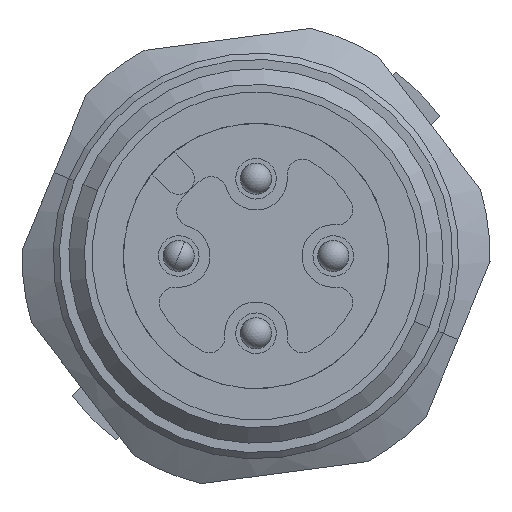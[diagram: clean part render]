
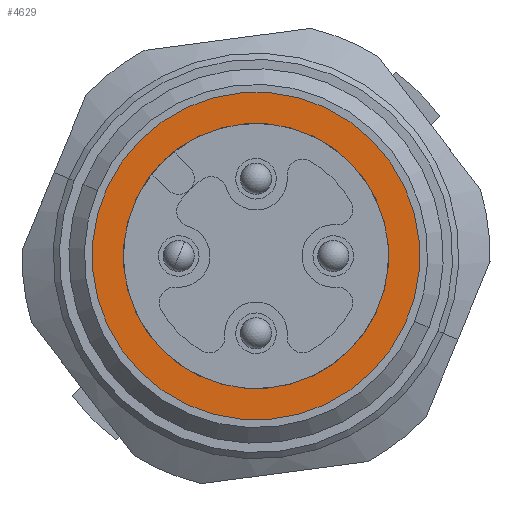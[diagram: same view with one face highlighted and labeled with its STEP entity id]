
A CAD part, left-side view. The second image highlights one B-rep face of the part: STEP entity #4629.
In plain terms, the highlighted planar face has unit normal (-1, 0, 0).
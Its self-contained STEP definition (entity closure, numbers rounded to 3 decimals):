
#248=CARTESIAN_POINT('',(4.766,14.725,-34.031));
#249=DIRECTION('',(1.,0.,0.));
#250=DIRECTION('',(0.,0.707,0.707));
#251=AXIS2_PLACEMENT_3D('',#248,#249,#250);
#253=CARTESIAN_POINT('',(4.766,14.725,-34.031));
#254=DIRECTION('',(1.,0.,0.));
#255=DIRECTION('',(0.,-0.707,-0.707));
#256=AXIS2_PLACEMENT_3D('',#253,#254,#255);
#258=CARTESIAN_POINT('',(4.766,14.725,-34.031));
#259=DIRECTION('',(-1.,0.,0.));
#260=DIRECTION('',(0.,-0.707,-0.707));
#261=AXIS2_PLACEMENT_3D('',#258,#259,#260);
#263=CARTESIAN_POINT('',(4.766,14.725,-34.031));
#264=DIRECTION('',(-1.,0.,0.));
#265=DIRECTION('',(0.,0.707,0.707));
#266=AXIS2_PLACEMENT_3D('',#263,#264,#265);
#4132=CARTESIAN_POINT('',(4.766,18.437,-30.318));
#4133=CARTESIAN_POINT('',(4.766,11.012,-37.743));
#4134=VERTEX_POINT('',#4132);
#4135=VERTEX_POINT('',#4133);
#4136=CARTESIAN_POINT('',(4.766,11.719,-37.036));
#4137=CARTESIAN_POINT('',(4.766,17.73,-31.026));
#4138=VERTEX_POINT('',#4136);
#4139=VERTEX_POINT('',#4137);
#4614=CARTESIAN_POINT('',(4.766,14.725,-34.031));
#4615=DIRECTION('',(1.,0.,0.));
#4616=DIRECTION('',(0.,0.707,0.707));
#4617=AXIS2_PLACEMENT_3D('',#4614,#4615,#4616);
#4618=PLANE('',#4617);
#4619=ORIENTED_EDGE('',*,*,#4594,.T.);
#4620=ORIENTED_EDGE('',*,*,#4608,.T.);
#4621=EDGE_LOOP('',(#4619,#4620));
#4622=FACE_OUTER_BOUND('',#4621,.F.);
#4624=ORIENTED_EDGE('',*,*,#4623,.T.);
#4626=ORIENTED_EDGE('',*,*,#4625,.T.);
#4627=EDGE_LOOP('',(#4624,#4626));
#4628=FACE_BOUND('',#4627,.F.);
#252=CIRCLE('',#251,5.25);
#257=CIRCLE('',#256,5.25);
#262=CIRCLE('',#261,4.25);
#267=CIRCLE('',#266,4.25);
#4594=EDGE_CURVE('',#4134,#4135,#252,.T.);
#4608=EDGE_CURVE('',#4135,#4134,#257,.T.);
#4623=EDGE_CURVE('',#4138,#4139,#262,.T.);
#4625=EDGE_CURVE('',#4139,#4138,#267,.T.);
#4629=ADVANCED_FACE('',(#4622,#4628),#4618,.F.);
